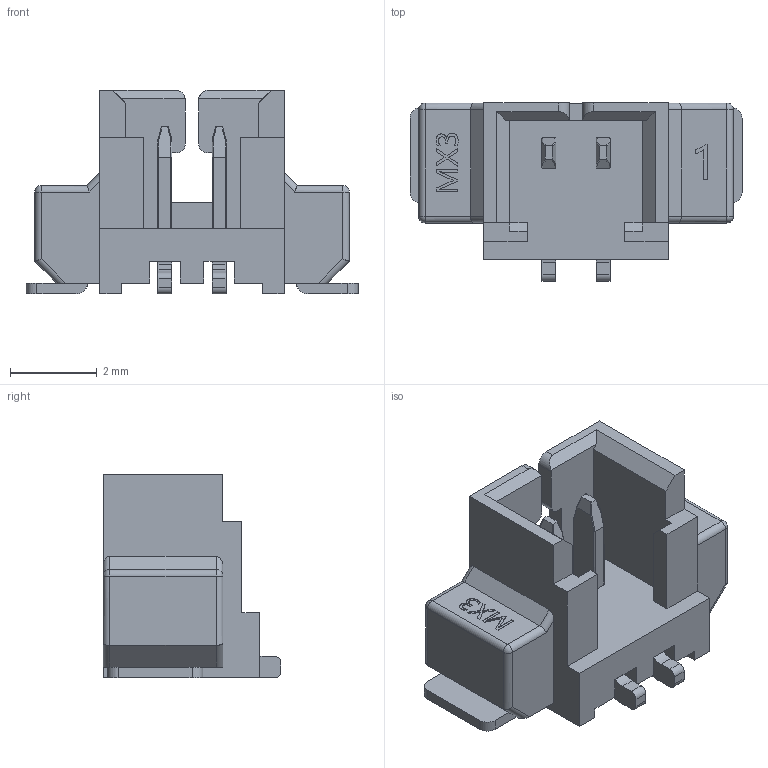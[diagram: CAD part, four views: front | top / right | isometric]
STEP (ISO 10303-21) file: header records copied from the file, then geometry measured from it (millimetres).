
FILE_DESCRIPTION (( 'STEP AP214' ), '1' );
FILE_NAME ('CONN-SMD_MX1.25-LS-2P.step', '2023-07-06T03:42:31', ( '' ), ( '' ), 'SwSTEP 2.0', 'SolidWorks 2020', '' );
FILE_SCHEMA (( 'AUTOMOTIVE_DESIGN' ));
Length unit declared in the file: millimetre
Products named in the file (1): CONN-SMD_MX1.25-LS-2P
Bounding box: 7.65 x 4.1 x 4.7 mm (x, y, z)
Volume: 54.5 mm3; surface area: 183.6 mm2
Topology: 1 solids, 1 shells, 501 faces, 1378 edges, 902 vertices
Faces by surface type: plane 305, bspline 122, cylinder 70, sphere 4
Entity records: 22687 total; most frequent: CARTESIAN_POINT 5368, ORIENTED_EDGE 2748, DIRECTION 1912, EDGE_CURVE 1374, VECTOR 996, LINE 996, VERTEX_POINT 902, EDGE_LOOP 528
